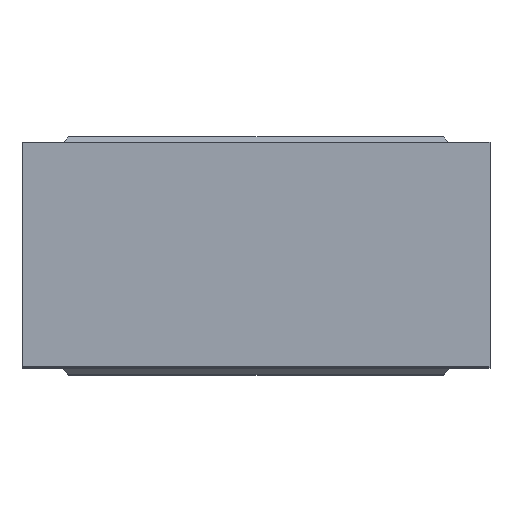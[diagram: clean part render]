
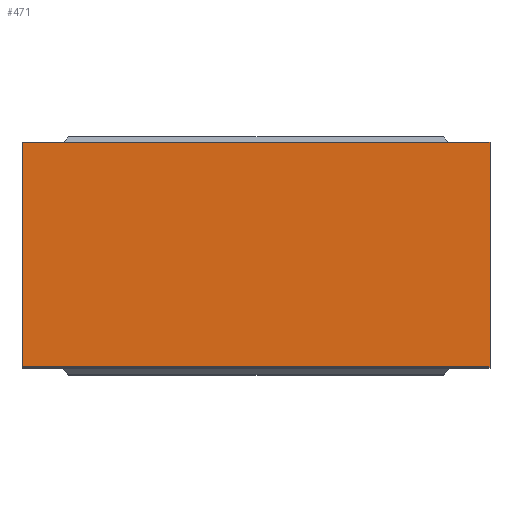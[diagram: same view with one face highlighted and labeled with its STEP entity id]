
A CAD part, top view. The second image highlights one B-rep face of the part: STEP entity #471.
In plain terms, the highlighted planar face has unit normal (0, 0, 1).
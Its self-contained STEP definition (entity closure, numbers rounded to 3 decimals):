
#274 = VERTEX_POINT ( 'NONE', #1104 ) ;
#278 = VERTEX_POINT ( 'NONE', #1095 ) ;
#280 = EDGE_CURVE ( 'NONE', #403, #278, #1094, .T. ) ;
#385 = VERTEX_POINT ( 'NONE', #1133 ) ;
#387 = EDGE_CURVE ( 'NONE', #278, #385, #1132, .T. ) ;
#395 = EDGE_CURVE ( 'NONE', #385, #274, #1213, .T. ) ;
#403 = VERTEX_POINT ( 'NONE', #1195 ) ;
#405 = EDGE_CURVE ( 'NONE', #274, #403, #1194, .T. ) ;
#471 = ADVANCED_FACE ( 'NONE', ( #1412 ), #1411, .F. ) ;
#472 = EDGE_LOOP ( 'NONE', ( #473, #474, #475, #476 ) ) ;
#473 = ORIENTED_EDGE ( 'NONE', *, *, #405, .T. ) ;
#474 = ORIENTED_EDGE ( 'NONE', *, *, #280, .T. ) ;
#475 = ORIENTED_EDGE ( 'NONE', *, *, #387, .T. ) ;
#476 = ORIENTED_EDGE ( 'NONE', *, *, #395, .T. ) ;
#1091 = DIRECTION ( 'NONE',  ( 0., 1., 0. ) ) ;
#1092 = VECTOR ( 'NONE', #1091, 1000. ) ;
#1093 = CARTESIAN_POINT ( 'NONE',  ( 2.5, 1.2, 6.4 ) ) ;
#1094 = LINE ( 'NONE', #1093, #1092 ) ;
#1095 = CARTESIAN_POINT ( 'NONE',  ( 2.5, 1.2, 6.4 ) ) ;
#1104 = CARTESIAN_POINT ( 'NONE',  ( -2.5, -1.2, 6.4 ) ) ;
#1129 = DIRECTION ( 'NONE',  ( -1., 0., 0. ) ) ;
#1130 = VECTOR ( 'NONE', #1129, 1000. ) ;
#1131 = CARTESIAN_POINT ( 'NONE',  ( -2.5, 1.2, 6.4 ) ) ;
#1132 = LINE ( 'NONE', #1131, #1130 ) ;
#1133 = CARTESIAN_POINT ( 'NONE',  ( -2.5, 1.2, 6.4 ) ) ;
#1191 = DIRECTION ( 'NONE',  ( 1., 0., 0. ) ) ;
#1192 = VECTOR ( 'NONE', #1191, 1000. ) ;
#1193 = CARTESIAN_POINT ( 'NONE',  ( 2.5, -1.2, 6.4 ) ) ;
#1194 = LINE ( 'NONE', #1193, #1192 ) ;
#1195 = CARTESIAN_POINT ( 'NONE',  ( 2.5, -1.2, 6.4 ) ) ;
#1210 = DIRECTION ( 'NONE',  ( 0., -1., 0. ) ) ;
#1211 = VECTOR ( 'NONE', #1210, 1000. ) ;
#1212 = CARTESIAN_POINT ( 'NONE',  ( -2.5, -1.2, 6.4 ) ) ;
#1213 = LINE ( 'NONE', #1212, #1211 ) ;
#1407 = DIRECTION ( 'NONE',  ( -1., 0., 0. ) ) ;
#1408 = DIRECTION ( 'NONE',  ( 0., 0., -1. ) ) ;
#1409 = CARTESIAN_POINT ( 'NONE',  ( -2.5, -1.2, 6.4 ) ) ;
#1410 = AXIS2_PLACEMENT_3D ( 'NONE', #1409, #1408, #1407 ) ;
#1411 = PLANE ( 'NONE',  #1410 ) ;
#1412 = FACE_OUTER_BOUND ( 'NONE', #472, .T. ) ;
